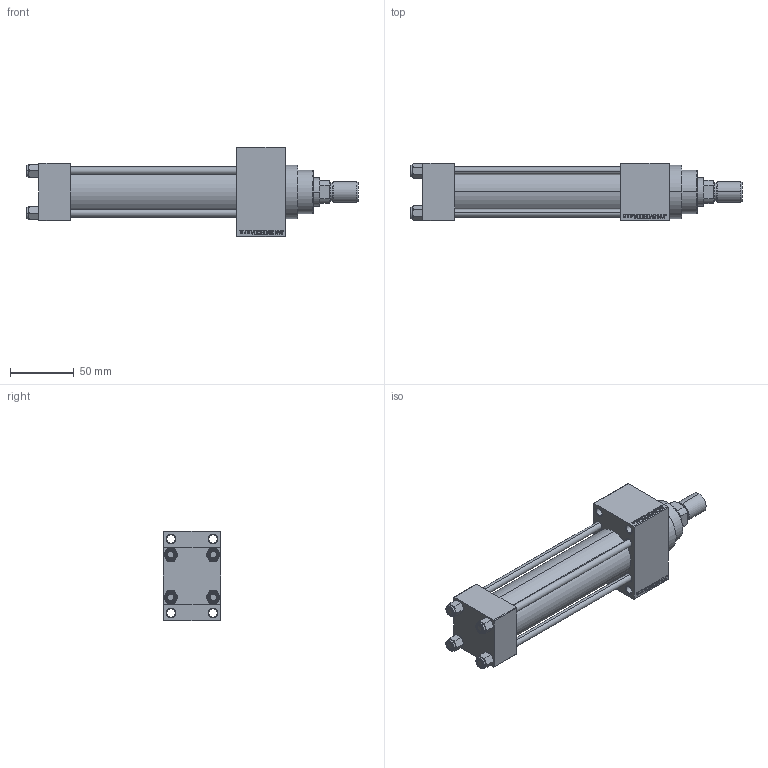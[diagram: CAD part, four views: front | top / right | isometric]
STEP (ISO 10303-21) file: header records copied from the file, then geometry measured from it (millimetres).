
FILE_DESCRIPTION (( 'STEP AP203' ), '1' );
FILE_NAME ('ba1b.STEP', '2024-06-04T17:34:23', ( '' ), ( '' ), 'SwSTEP 2.0', 'SolidWorks 2019', '' );
FILE_SCHEMA (( 'CONFIG_CONTROL_DESIGN' ));
Length unit declared in the file: millimetre
Products named in the file (7): V215CR_VCP_D e799c1c7d1495321ce82e5228c3b390b; ba1b; V215CR_D_Body e799c1c7d1495321ce82e5228c3b390b; V215_VC_A e799c1c7d1495321ce82e5228c3b390b; NUT_M5_D e799c1c7d1495321ce82e5228c3b390b; ROD_END_AH e799c1c7d1495321ce82e5228c3b390b; V215CR_D_TYCINKA e799c1c7d1495321ce82e5228c3b390b
Assembly tree (12 placements, depth 2):
  ba1b
    V215CR_D_Body e799c1c7d1495321ce82e5228c3b390b
    V215CR_VCP_D e799c1c7d1495321ce82e5228c3b390b
    NUT_M5_D e799c1c7d1495321ce82e5228c3b390b  x4
    V215CR_D_TYCINKA e799c1c7d1495321ce82e5228c3b390b  x4
    V215_VC_A e799c1c7d1495321ce82e5228c3b390b
    ROD_END_AH e799c1c7d1495321ce82e5228c3b390b
Bounding box: 260 x 45 x 70 mm (x, y, z)
Volume: 314773.7 mm3; surface area: 110150.9 mm2
Topology: 12 solids, 12 shells, 1117 faces, 2770 edges, 1791 vertices
Faces by surface type: plane 500, bspline 368, cone 146, cylinder 93, torus 10
Entity records: 47611 total; most frequent: CARTESIAN_POINT 25106, ORIENTED_EDGE 5032, DIRECTION 3260, EDGE_CURVE 2516, VERTEX_POINT 1647, LINE 1510, VECTOR 1510, EDGE_LOOP 1131
